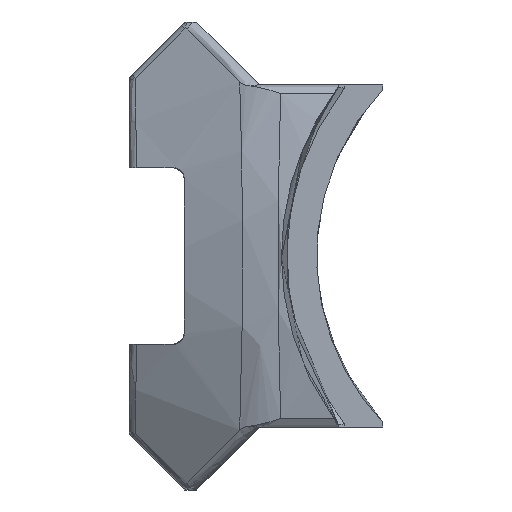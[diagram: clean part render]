
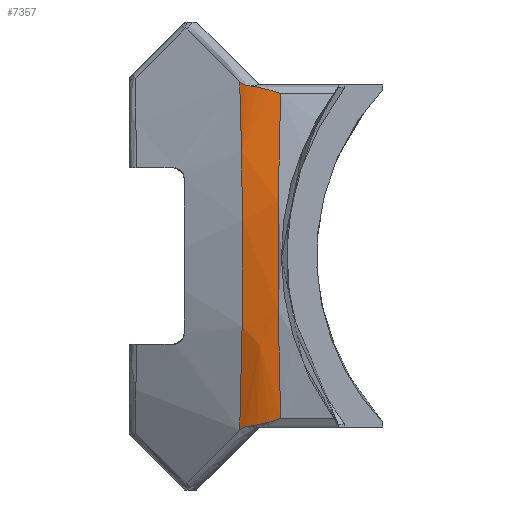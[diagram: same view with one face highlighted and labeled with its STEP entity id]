
A CAD part, left-side view. The second image highlights one B-rep face of the part: STEP entity #7357.
In plain terms, the highlighted free-form (B-spline) face has degree [3, 2] with [10, 3] control points.
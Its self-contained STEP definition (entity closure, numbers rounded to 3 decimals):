
#1325 = VERTEX_POINT('',#1326);
#1326 = CARTESIAN_POINT('',(-61.554,5.621,9.873
    ));
#1333 = EDGE_CURVE('',#1334,#1325,#1336,.T.);
#1334 = VERTEX_POINT('',#1335);
#1335 = CARTESIAN_POINT('',(-61.554,5.621,
    -9.873));
#1336 = B_SPLINE_CURVE_WITH_KNOTS('',3,(#1337,#1338,#1339,#1340,#1341,
    #1342,#1343,#1344,#1345,#1346),.UNSPECIFIED.,.F.,.F.,(4,2,2,2,4),(
    0.,0.004,0.008,
    0.012,0.016),.UNSPECIFIED.);
#1337 = CARTESIAN_POINT('',(-61.554,5.621,
    -9.873));
#1338 = CARTESIAN_POINT('',(-62.009,5.568,
    -8.26));
#1339 = CARTESIAN_POINT('',(-62.346,5.527,
    -6.63));
#1340 = CARTESIAN_POINT('',(-62.797,5.472,
    -3.338));
#1341 = CARTESIAN_POINT('',(-62.911,5.459,
    -1.677));
#1342 = CARTESIAN_POINT('',(-62.911,5.459,1.677
    ));
#1343 = CARTESIAN_POINT('',(-62.797,5.472,3.338
    ));
#1344 = CARTESIAN_POINT('',(-62.346,5.527,6.63
    ));
#1345 = CARTESIAN_POINT('',(-62.009,5.568,
    8.26));
#1346 = CARTESIAN_POINT('',(-61.554,5.621,9.873
    ));
#1459 = VERTEX_POINT('',#1460);
#1460 = CARTESIAN_POINT('',(-62.182,3.299,
    9.221));
#1465 = EDGE_CURVE('',#1459,#1466,#1468,.T.);
#1466 = VERTEX_POINT('',#1467);
#1467 = CARTESIAN_POINT('',(-62.182,3.299,
    -9.221));
#1468 = B_SPLINE_CURVE_WITH_KNOTS('',3,(#1469,#1470,#1471,#1472,#1473,
    #1474,#1475,#1476,#1477,#1478),.UNSPECIFIED.,.F.,.F.,(4,2,2,2,4),(0.
    ,0.004,0.007,0.011,
    0.015),.UNSPECIFIED.);
#1469 = CARTESIAN_POINT('',(-62.182,3.299,
    9.221));
#1470 = CARTESIAN_POINT('',(-62.534,3.35,
    7.705));
#1471 = CARTESIAN_POINT('',(-62.798,3.388,
    6.178));
#1472 = CARTESIAN_POINT('',(-63.151,3.44,3.105
    ));
#1473 = CARTESIAN_POINT('',(-63.24,3.455,
    1.557));
#1474 = CARTESIAN_POINT('',(-63.24,3.455,
    -1.557));
#1475 = CARTESIAN_POINT('',(-63.151,3.44,
    -3.105));
#1476 = CARTESIAN_POINT('',(-62.798,3.388,
    -6.178));
#1477 = CARTESIAN_POINT('',(-62.534,3.35,
    -7.705));
#1478 = CARTESIAN_POINT('',(-62.182,3.299,
    -9.221));
#6651 = EDGE_CURVE('',#1325,#6652,#6654,.T.);
#6652 = VERTEX_POINT('',#6653);
#6653 = CARTESIAN_POINT('',(-61.736,5.274,
    9.683));
#6654 = B_SPLINE_CURVE_WITH_KNOTS('',3,(#6655,#6656,#6657,#6658,#6659,
    #6660,#6661),.UNSPECIFIED.,.F.,.F.,(4,3,4),(0.,0.,
    0.),.UNSPECIFIED.);
#6655 = CARTESIAN_POINT('',(-61.554,5.621,9.873
    ));
#6656 = CARTESIAN_POINT('',(-61.558,5.614,
    9.87));
#6657 = CARTESIAN_POINT('',(-61.562,5.607,
    9.866));
#6658 = CARTESIAN_POINT('',(-61.565,5.6,
    9.862));
#6659 = CARTESIAN_POINT('',(-61.626,5.493,
    9.803));
#6660 = CARTESIAN_POINT('',(-61.683,5.384,
    9.744));
#6661 = CARTESIAN_POINT('',(-61.736,5.274,
    9.683));
#6907 = VERTEX_POINT('',#6908);
#6908 = CARTESIAN_POINT('',(-61.736,5.274,
    -9.683));
#6921 = EDGE_CURVE('',#6907,#1334,#6922,.T.);
#6922 = B_SPLINE_CURVE_WITH_KNOTS('',3,(#6923,#6924,#6925,#6926,#6927,
    #6928,#6929),.UNSPECIFIED.,.F.,.F.,(4,3,4),(0.,0.,
    0.),.UNSPECIFIED.);
#6923 = CARTESIAN_POINT('',(-61.736,5.274,
    -9.683));
#6924 = CARTESIAN_POINT('',(-61.683,5.384,
    -9.744));
#6925 = CARTESIAN_POINT('',(-61.626,5.493,
    -9.803));
#6926 = CARTESIAN_POINT('',(-61.565,5.6,
    -9.862));
#6927 = CARTESIAN_POINT('',(-61.562,5.607,
    -9.866));
#6928 = CARTESIAN_POINT('',(-61.558,5.614,
    -9.87));
#6929 = CARTESIAN_POINT('',(-61.554,5.621,
    -9.873));
#7216 = EDGE_CURVE('',#6652,#1459,#7217,.T.);
#7217 = B_SPLINE_CURVE_WITH_KNOTS('',3,(#7218,#7219,#7220,#7221,#7222,
    #7223),.UNSPECIFIED.,.F.,.F.,(4,2,4),(0.,0.001,
    0.002),.UNSPECIFIED.);
#7218 = CARTESIAN_POINT('',(-61.736,5.274,
    9.683));
#7219 = CARTESIAN_POINT('',(-61.858,4.949,
    9.65));
#7220 = CARTESIAN_POINT('',(-61.957,4.622,
    9.585));
#7221 = CARTESIAN_POINT('',(-62.107,3.963,9.423
    ));
#7222 = CARTESIAN_POINT('',(-62.158,3.63,
    9.324));
#7223 = CARTESIAN_POINT('',(-62.182,3.299,
    9.221));
#7240 = EDGE_CURVE('',#1466,#6907,#7241,.T.);
#7241 = B_SPLINE_CURVE_WITH_KNOTS('',3,(#7242,#7243,#7244,#7245,#7246,
    #7247),.UNSPECIFIED.,.F.,.F.,(4,2,4),(0.,
    0.001,0.002),.UNSPECIFIED.);
#7242 = CARTESIAN_POINT('',(-62.182,3.299,
    -9.221));
#7243 = CARTESIAN_POINT('',(-62.158,3.631,
    -9.325));
#7244 = CARTESIAN_POINT('',(-62.107,3.963,
    -9.423));
#7245 = CARTESIAN_POINT('',(-61.957,4.622,
    -9.585));
#7246 = CARTESIAN_POINT('',(-61.858,4.949,
    -9.65));
#7247 = CARTESIAN_POINT('',(-61.736,5.274,
    -9.683));
#7357 = ADVANCED_FACE('',(#7358),#7366,.T.);
#7358 = FACE_BOUND('',#7359,.T.);
#7359 = EDGE_LOOP('',(#7360,#7361,#7362,#7363,#7364,#7365));
#7360 = ORIENTED_EDGE('',*,*,#6651,.F.);
#7361 = ORIENTED_EDGE('',*,*,#1333,.F.);
#7362 = ORIENTED_EDGE('',*,*,#6921,.F.);
#7363 = ORIENTED_EDGE('',*,*,#7240,.F.);
#7364 = ORIENTED_EDGE('',*,*,#1465,.F.);
#7365 = ORIENTED_EDGE('',*,*,#7216,.F.);
#7366 = ( BOUNDED_SURFACE() B_SPLINE_SURFACE(3,2,(
    (#7367,#7368,#7369)
    ,(#7370,#7371,#7372)
    ,(#7373,#7374,#7375)
    ,(#7376,#7377,#7378)
    ,(#7379,#7380,#7381)
    ,(#7382,#7383,#7384)
    ,(#7385,#7386,#7387)
    ,(#7388,#7389,#7390)
    ,(#7391,#7392,#7393)
    ,(#7394,#7395,#7396
)),.UNSPECIFIED.,.F.,.F.,.F.) B_SPLINE_SURFACE_WITH_KNOTS((4,2,2,2,4),(3
    ,3),(0.018,0.021,0.024,
    0.028,0.031),(0.,1.),.UNSPECIFIED.) 
GEOMETRIC_REPRESENTATION_ITEM() RATIONAL_B_SPLINE_SURFACE((
    (1.,0.981,1.)
    ,(1.,0.983,1.)
    ,(1.,0.985,1.)
    ,(1.,0.986,1.)
    ,(1.,0.987,1.)
    ,(1.,0.987,1.)
    ,(1.,0.986,1.)
    ,(1.,0.985,1.)
    ,(1.,0.983,1.)
,(1.,0.981,1.))) REPRESENTATION_ITEM('') SURFACE() );
#7367 = CARTESIAN_POINT('',(-61.991,3.272,
    -10.006));
#7368 = CARTESIAN_POINT('',(-61.978,4.493,
    -10.056));
#7369 = CARTESIAN_POINT('',(-61.521,5.625,
    -9.989));
#7370 = CARTESIAN_POINT('',(-62.406,3.332,
    -8.371));
#7371 = CARTESIAN_POINT('',(-62.397,4.489,
    -8.413));
#7372 = CARTESIAN_POINT('',(-61.985,5.571,
    -8.364));
#7373 = CARTESIAN_POINT('',(-62.717,3.376,
    -6.719));
#7374 = CARTESIAN_POINT('',(-62.712,4.486,
    -6.752));
#7375 = CARTESIAN_POINT('',(-62.331,5.528,
    -6.717));
#7376 = CARTESIAN_POINT('',(-63.134,3.438,
    -3.382));
#7377 = CARTESIAN_POINT('',(-63.133,4.483,
    -3.399));
#7378 = CARTESIAN_POINT('',(-62.794,5.472,
    -3.385));
#7379 = CARTESIAN_POINT('',(-63.24,3.455,
    -1.697));
#7380 = CARTESIAN_POINT('',(-63.24,4.484,
    -1.706));
#7381 = CARTESIAN_POINT('',(-62.911,5.459,
    -1.7));
#7382 = CARTESIAN_POINT('',(-63.24,3.455,
    1.708));
#7383 = CARTESIAN_POINT('',(-63.24,4.484,
    1.717));
#7384 = CARTESIAN_POINT('',(-62.91,5.459,
    1.711));
#7385 = CARTESIAN_POINT('',(-63.133,3.438,
    3.392));
#7386 = CARTESIAN_POINT('',(-63.132,4.483,
    3.409));
#7387 = CARTESIAN_POINT('',(-62.793,5.472,
    3.395));
#7388 = CARTESIAN_POINT('',(-62.716,3.376,6.726
    ));
#7389 = CARTESIAN_POINT('',(-62.711,4.486,6.758
    ));
#7390 = CARTESIAN_POINT('',(-62.33,5.529,
    6.723));
#7391 = CARTESIAN_POINT('',(-62.405,3.332,
    8.375));
#7392 = CARTESIAN_POINT('',(-62.396,4.489,
    8.417));
#7393 = CARTESIAN_POINT('',(-61.984,5.571,8.367
    ));
#7394 = CARTESIAN_POINT('',(-61.991,3.272,
    10.006));
#7395 = CARTESIAN_POINT('',(-61.978,4.493,
    10.056));
#7396 = CARTESIAN_POINT('',(-61.521,5.625,
    9.989));
